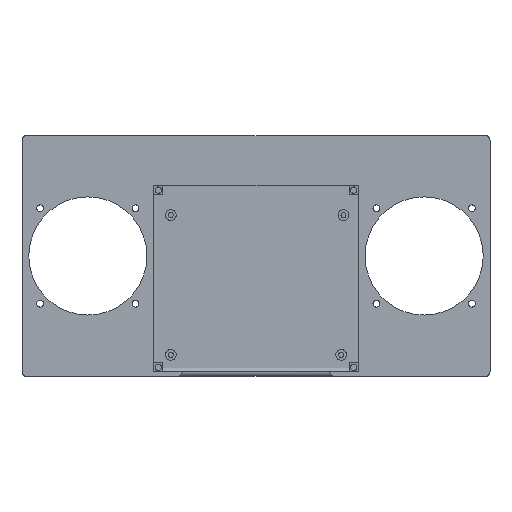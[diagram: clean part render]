
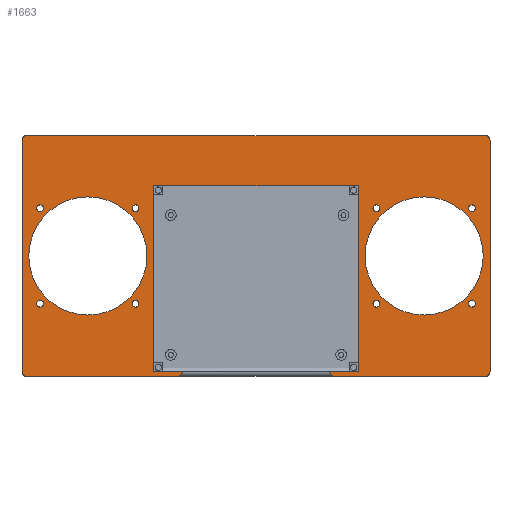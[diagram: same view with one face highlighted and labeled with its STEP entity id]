
A CAD part, top view. The second image highlights one B-rep face of the part: STEP entity #1663.
In plain terms, the highlighted planar face has unit normal (0, 0, 1).
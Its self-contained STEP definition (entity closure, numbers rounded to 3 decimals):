
#43=FACE_BOUND('',#366,.T.);
#44=FACE_BOUND('',#367,.T.);
#45=FACE_BOUND('',#368,.T.);
#46=FACE_BOUND('',#369,.T.);
#47=FACE_BOUND('',#370,.T.);
#48=FACE_BOUND('',#371,.T.);
#49=FACE_BOUND('',#372,.T.);
#50=FACE_BOUND('',#373,.T.);
#51=FACE_BOUND('',#374,.T.);
#52=FACE_BOUND('',#375,.T.);
#63=CIRCLE('',#1686,26.);
#65=CIRCLE('',#1689,1.5);
#67=CIRCLE('',#1692,1.5);
#69=CIRCLE('',#1695,1.5);
#71=CIRCLE('',#1698,1.5);
#73=CIRCLE('',#1701,1.5);
#75=CIRCLE('',#1704,26.);
#77=CIRCLE('',#1707,1.5);
#79=CIRCLE('',#1710,1.5);
#81=CIRCLE('',#1713,1.5);
#123=CIRCLE('',#1814,2.);
#124=CIRCLE('',#1818,2.);
#125=CIRCLE('',#1823,2.);
#126=CIRCLE('',#1826,2.);
#127=CIRCLE('',#1828,2.);
#128=CIRCLE('',#1832,2.);
#247=FACE_OUTER_BOUND('',#365,.T.);
#365=EDGE_LOOP('',(#1407,#1408,#1409,#1410,#1411,#1412,#1413,#1414,#1415,
#1416,#1417,#1418,#1419,#1420,#1421,#1422));
#366=EDGE_LOOP('',(#1423));
#367=EDGE_LOOP('',(#1424));
#368=EDGE_LOOP('',(#1425));
#369=EDGE_LOOP('',(#1426));
#370=EDGE_LOOP('',(#1427));
#371=EDGE_LOOP('',(#1428));
#372=EDGE_LOOP('',(#1429));
#373=EDGE_LOOP('',(#1430));
#374=EDGE_LOOP('',(#1431));
#375=EDGE_LOOP('',(#1432));
#433=LINE('',#2449,#585);
#479=LINE('',#2602,#631);
#483=LINE('',#2610,#635);
#487=LINE('',#2616,#639);
#491=LINE('',#2623,#643);
#524=LINE('',#2743,#676);
#527=LINE('',#2755,#679);
#529=LINE('',#2758,#681);
#532=LINE('',#2764,#684);
#533=LINE('',#2765,#685);
#585=VECTOR('',#1957,10.);
#631=VECTOR('',#2117,10.);
#635=VECTOR('',#2121,10.);
#639=VECTOR('',#2127,10.);
#643=VECTOR('',#2133,10.);
#676=VECTOR('',#2264,10.);
#679=VECTOR('',#2279,10.);
#681=VECTOR('',#2281,10.);
#684=VECTOR('',#2288,10.);
#685=VECTOR('',#2289,10.);
#718=VERTEX_POINT('',#2376);
#720=VERTEX_POINT('',#2382);
#722=VERTEX_POINT('',#2388);
#724=VERTEX_POINT('',#2394);
#726=VERTEX_POINT('',#2400);
#728=VERTEX_POINT('',#2406);
#730=VERTEX_POINT('',#2412);
#732=VERTEX_POINT('',#2418);
#734=VERTEX_POINT('',#2424);
#736=VERTEX_POINT('',#2430);
#742=VERTEX_POINT('',#2446);
#743=VERTEX_POINT('',#2448);
#793=VERTEX_POINT('',#2601);
#796=VERTEX_POINT('',#2607);
#797=VERTEX_POINT('',#2609);
#798=VERTEX_POINT('',#2614);
#822=VERTEX_POINT('',#2704);
#823=VERTEX_POINT('',#2705);
#828=VERTEX_POINT('',#2716);
#829=VERTEX_POINT('',#2718);
#836=VERTEX_POINT('',#2735);
#837=VERTEX_POINT('',#2736);
#838=VERTEX_POINT('',#2741);
#839=VERTEX_POINT('',#2745);
#840=VERTEX_POINT('',#2749);
#842=VERTEX_POINT('',#2757);
#868=EDGE_CURVE('',#718,#718,#63,.T.);
#871=EDGE_CURVE('',#720,#720,#65,.T.);
#874=EDGE_CURVE('',#722,#722,#67,.T.);
#877=EDGE_CURVE('',#724,#724,#69,.T.);
#880=EDGE_CURVE('',#726,#726,#71,.T.);
#883=EDGE_CURVE('',#728,#728,#73,.T.);
#886=EDGE_CURVE('',#730,#730,#75,.T.);
#889=EDGE_CURVE('',#732,#732,#77,.T.);
#892=EDGE_CURVE('',#734,#734,#79,.T.);
#895=EDGE_CURVE('',#736,#736,#81,.T.);
#904=EDGE_CURVE('',#743,#742,#433,.T.);
#974=EDGE_CURVE('',#793,#743,#479,.T.);
#978=EDGE_CURVE('',#797,#796,#483,.T.);
#982=EDGE_CURVE('',#742,#798,#487,.T.);
#986=EDGE_CURVE('',#798,#797,#491,.T.);
#1024=EDGE_CURVE('',#822,#823,#123,.T.);
#1030=EDGE_CURVE('',#828,#829,#124,.T.);
#1038=EDGE_CURVE('',#836,#837,#125,.T.);
#1042=EDGE_CURVE('',#836,#838,#524,.T.);
#1044=EDGE_CURVE('',#839,#838,#126,.T.);
#1045=EDGE_CURVE('',#793,#840,#127,.T.);
#1048=EDGE_CURVE('',#840,#822,#527,.T.);
#1050=EDGE_CURVE('',#842,#829,#529,.T.);
#1053=EDGE_CURVE('',#842,#796,#128,.T.);
#1054=EDGE_CURVE('',#837,#828,#532,.T.);
#1055=EDGE_CURVE('',#823,#839,#533,.T.);
#1407=ORIENTED_EDGE('',*,*,#1053,.F.);
#1408=ORIENTED_EDGE('',*,*,#1050,.T.);
#1409=ORIENTED_EDGE('',*,*,#1030,.F.);
#1410=ORIENTED_EDGE('',*,*,#1054,.F.);
#1411=ORIENTED_EDGE('',*,*,#1038,.F.);
#1412=ORIENTED_EDGE('',*,*,#1042,.T.);
#1413=ORIENTED_EDGE('',*,*,#1044,.F.);
#1414=ORIENTED_EDGE('',*,*,#1055,.F.);
#1415=ORIENTED_EDGE('',*,*,#1024,.F.);
#1416=ORIENTED_EDGE('',*,*,#1048,.F.);
#1417=ORIENTED_EDGE('',*,*,#1045,.F.);
#1418=ORIENTED_EDGE('',*,*,#974,.T.);
#1419=ORIENTED_EDGE('',*,*,#904,.T.);
#1420=ORIENTED_EDGE('',*,*,#982,.T.);
#1421=ORIENTED_EDGE('',*,*,#986,.T.);
#1422=ORIENTED_EDGE('',*,*,#978,.T.);
#1423=ORIENTED_EDGE('',*,*,#895,.T.);
#1424=ORIENTED_EDGE('',*,*,#892,.T.);
#1425=ORIENTED_EDGE('',*,*,#889,.T.);
#1426=ORIENTED_EDGE('',*,*,#886,.T.);
#1427=ORIENTED_EDGE('',*,*,#883,.T.);
#1428=ORIENTED_EDGE('',*,*,#880,.T.);
#1429=ORIENTED_EDGE('',*,*,#877,.T.);
#1430=ORIENTED_EDGE('',*,*,#874,.T.);
#1431=ORIENTED_EDGE('',*,*,#871,.T.);
#1432=ORIENTED_EDGE('',*,*,#868,.T.);
#1569=PLANE('',#1831);
#1663=ADVANCED_FACE('',(#247,#43,#44,#45,#46,#47,#48,#49,#50,#51,#52),#1569,
 .T.);
#1686=AXIS2_PLACEMENT_3D('',#2377,#1879,#1880);
#1689=AXIS2_PLACEMENT_3D('',#2383,#1886,#1887);
#1692=AXIS2_PLACEMENT_3D('',#2389,#1893,#1894);
#1695=AXIS2_PLACEMENT_3D('',#2395,#1900,#1901);
#1698=AXIS2_PLACEMENT_3D('',#2401,#1907,#1908);
#1701=AXIS2_PLACEMENT_3D('',#2407,#1914,#1915);
#1704=AXIS2_PLACEMENT_3D('',#2413,#1921,#1922);
#1707=AXIS2_PLACEMENT_3D('',#2419,#1928,#1929);
#1710=AXIS2_PLACEMENT_3D('',#2425,#1935,#1936);
#1713=AXIS2_PLACEMENT_3D('',#2431,#1942,#1943);
#1814=AXIS2_PLACEMENT_3D('',#2706,#2231,#2232);
#1818=AXIS2_PLACEMENT_3D('',#2719,#2242,#2243);
#1823=AXIS2_PLACEMENT_3D('',#2737,#2257,#2258);
#1826=AXIS2_PLACEMENT_3D('',#2747,#2268,#2269);
#1828=AXIS2_PLACEMENT_3D('',#2750,#2272,#2273);
#1831=AXIS2_PLACEMENT_3D('',#2762,#2284,#2285);
#1832=AXIS2_PLACEMENT_3D('',#2763,#2286,#2287);
#1879=DIRECTION('center_axis',(0.,0.,-1.));
#1880=DIRECTION('ref_axis',(1.,0.,0.));
#1886=DIRECTION('center_axis',(0.,0.,-1.));
#1887=DIRECTION('ref_axis',(1.,0.,0.));
#1893=DIRECTION('center_axis',(0.,0.,-1.));
#1894=DIRECTION('ref_axis',(1.,0.,0.));
#1900=DIRECTION('center_axis',(0.,0.,-1.));
#1901=DIRECTION('ref_axis',(1.,0.,0.));
#1907=DIRECTION('center_axis',(0.,0.,-1.));
#1908=DIRECTION('ref_axis',(1.,0.,0.));
#1914=DIRECTION('center_axis',(0.,0.,-1.));
#1915=DIRECTION('ref_axis',(1.,0.,0.));
#1921=DIRECTION('center_axis',(0.,0.,-1.));
#1922=DIRECTION('ref_axis',(1.,0.,0.));
#1928=DIRECTION('center_axis',(0.,0.,-1.));
#1929=DIRECTION('ref_axis',(1.,0.,0.));
#1935=DIRECTION('center_axis',(0.,0.,-1.));
#1936=DIRECTION('ref_axis',(1.,0.,0.));
#1942=DIRECTION('center_axis',(0.,0.,-1.));
#1943=DIRECTION('ref_axis',(1.,0.,0.));
#1957=DIRECTION('',(0.,1.,0.));
#2117=DIRECTION('',(-1.,0.,0.));
#2121=DIRECTION('',(-1.,0.,0.));
#2127=DIRECTION('',(1.,0.,0.));
#2133=DIRECTION('',(0.,-1.,0.));
#2231=DIRECTION('center_axis',(0.,0.,-1.));
#2232=DIRECTION('ref_axis',(-0.707,-0.707,0.));
#2242=DIRECTION('center_axis',(0.,0.,-1.));
#2243=DIRECTION('ref_axis',(0.707,-0.707,0.));
#2257=DIRECTION('center_axis',(0.,0.,-1.));
#2258=DIRECTION('ref_axis',(0.707,0.707,0.));
#2264=DIRECTION('',(-1.,0.,0.));
#2268=DIRECTION('center_axis',(0.,0.,-1.));
#2269=DIRECTION('ref_axis',(-0.707,0.707,0.));
#2272=DIRECTION('center_axis',(0.,0.,-1.));
#2273=DIRECTION('ref_axis',(0.707,-0.707,0.));
#2279=DIRECTION('',(-1.,0.,0.));
#2281=DIRECTION('',(1.,0.,0.));
#2284=DIRECTION('center_axis',(0.,0.,1.));
#2285=DIRECTION('ref_axis',(1.,0.,0.));
#2286=DIRECTION('center_axis',(0.,0.,-1.));
#2287=DIRECTION('ref_axis',(-0.707,-0.707,0.));
#2288=DIRECTION('',(0.,-1.,0.));
#2289=DIRECTION('',(0.,1.,0.));
#2376=CARTESIAN_POINT('',(2.824,34.791,22.));
#2377=CARTESIAN_POINT('Origin',(28.824,34.791,22.));
#2382=CARTESIAN_POINT('',(-141.676,13.791,22.));
#2383=CARTESIAN_POINT('Origin',(-140.176,13.791,22.));
#2388=CARTESIAN_POINT('',(-141.676,55.791,22.));
#2389=CARTESIAN_POINT('Origin',(-140.176,55.791,22.));
#2394=CARTESIAN_POINT('',(-99.676,13.791,22.));
#2395=CARTESIAN_POINT('Origin',(-98.176,13.791,22.));
#2400=CARTESIAN_POINT('',(6.324,13.791,22.));
#2401=CARTESIAN_POINT('Origin',(7.824,13.791,22.));
#2406=CARTESIAN_POINT('',(48.324,55.791,22.));
#2407=CARTESIAN_POINT('Origin',(49.824,55.791,22.));
#2412=CARTESIAN_POINT('',(-145.176,34.791,22.));
#2413=CARTESIAN_POINT('Origin',(-119.176,34.791,22.));
#2418=CARTESIAN_POINT('',(-99.676,55.791,22.));
#2419=CARTESIAN_POINT('Origin',(-98.176,55.791,22.));
#2424=CARTESIAN_POINT('',(6.324,55.791,22.));
#2425=CARTESIAN_POINT('Origin',(7.824,55.791,22.));
#2430=CARTESIAN_POINT('',(48.324,13.791,22.));
#2431=CARTESIAN_POINT('Origin',(49.824,13.791,22.));
#2446=CARTESIAN_POINT('',(-90.176,65.791,22.));
#2448=CARTESIAN_POINT('',(-90.176,-16.209,22.));
#2449=CARTESIAN_POINT('',(-90.176,-16.209,22.));
#2601=CARTESIAN_POINT('',(-77.676,-16.209,22.));
#2602=CARTESIAN_POINT('',(-0.176,-16.209,22.));
#2607=CARTESIAN_POINT('',(-12.676,-16.209,22.));
#2609=CARTESIAN_POINT('',(-0.176,-16.209,22.));
#2610=CARTESIAN_POINT('',(-0.176,-16.209,22.));
#2614=CARTESIAN_POINT('',(-0.176,65.791,22.));
#2616=CARTESIAN_POINT('',(-90.176,65.791,22.));
#2623=CARTESIAN_POINT('',(-0.176,65.791,22.));
#2704=CARTESIAN_POINT('',(-146.176,-18.209,22.));
#2705=CARTESIAN_POINT('',(-148.176,-16.209,22.));
#2706=CARTESIAN_POINT('Origin',(-146.176,-16.209,22.));
#2716=CARTESIAN_POINT('',(57.824,-16.209,22.));
#2718=CARTESIAN_POINT('',(55.824,-18.209,22.));
#2719=CARTESIAN_POINT('Origin',(55.824,-16.209,22.));
#2735=CARTESIAN_POINT('',(55.824,87.791,22.));
#2736=CARTESIAN_POINT('',(57.824,85.791,22.));
#2737=CARTESIAN_POINT('Origin',(55.824,85.791,22.));
#2741=CARTESIAN_POINT('',(-146.176,87.791,22.));
#2743=CARTESIAN_POINT('',(-92.176,87.791,22.));
#2745=CARTESIAN_POINT('',(-148.176,85.791,22.));
#2747=CARTESIAN_POINT('Origin',(-146.176,85.791,22.));
#2749=CARTESIAN_POINT('',(-79.676,-18.209,22.));
#2750=CARTESIAN_POINT('Origin',(-79.676,-16.209,22.));
#2755=CARTESIAN_POINT('',(-92.176,-18.209,22.));
#2757=CARTESIAN_POINT('',(-10.676,-18.209,22.));
#2758=CARTESIAN_POINT('',(1.824,-18.209,22.));
#2762=CARTESIAN_POINT('Origin',(-45.176,24.791,22.));
#2763=CARTESIAN_POINT('Origin',(-10.676,-16.209,22.));
#2764=CARTESIAN_POINT('',(57.824,67.791,22.));
#2765=CARTESIAN_POINT('',(-148.176,67.791,22.));
